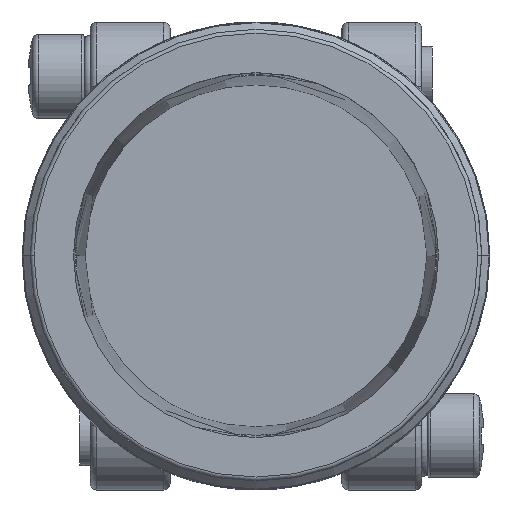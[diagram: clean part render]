
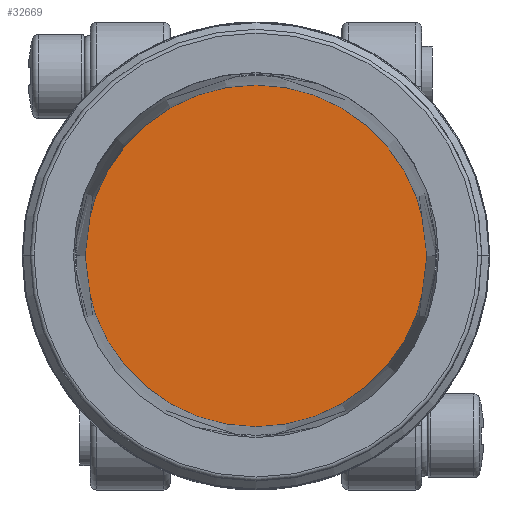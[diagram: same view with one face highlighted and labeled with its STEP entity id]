
A CAD part, top view. The second image highlights one B-rep face of the part: STEP entity #32669.
In plain terms, the highlighted planar face has unit normal (0, 0, 1).
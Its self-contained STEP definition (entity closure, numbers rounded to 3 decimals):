
#90=CARTESIAN_POINT('',(0.,0.,-36.222));
#91=DIRECTION('',(0.,0.,-1.));
#92=DIRECTION('',(-1.,0.,0.));
#93=AXIS2_PLACEMENT_3D('',#90,#91,#92);
#9040=CARTESIAN_POINT('',(0.,0.,-36.222));
#9041=DIRECTION('',(0.,0.,-1.));
#9042=DIRECTION('',(1.,0.,0.));
#9043=AXIS2_PLACEMENT_3D('',#9040,#9041,#9042);
#15010=CARTESIAN_POINT('',(13.634,0.,
-36.222));
#15011=CARTESIAN_POINT('',(-13.634,0.,-36.222));
#15012=VERTEX_POINT('',#15010);
#15013=VERTEX_POINT('',#15011);
#32660=CARTESIAN_POINT('',(0.,0.,-36.222));
#32661=DIRECTION('',(0.,0.,1.));
#32662=DIRECTION('',(0.,1.,0.));
#32663=AXIS2_PLACEMENT_3D('',#32660,#32661,#32662);
#32664=PLANE('',#32663);
#32665=ORIENTED_EDGE('',*,*,#32645,.T.);
#32666=ORIENTED_EDGE('',*,*,#15180,.T.);
#32667=EDGE_LOOP('',(#32665,#32666));
#32668=FACE_OUTER_BOUND('',#32667,.F.);
#32669=ADVANCED_FACE('',(#32668),#32664,.T.);
#94=CIRCLE('',#93,13.634);
#9044=CIRCLE('',#9043,13.634);
#15180=EDGE_CURVE('',#15013,#15012,#94,.T.);
#32645=EDGE_CURVE('',#15012,#15013,#9044,.T.);
